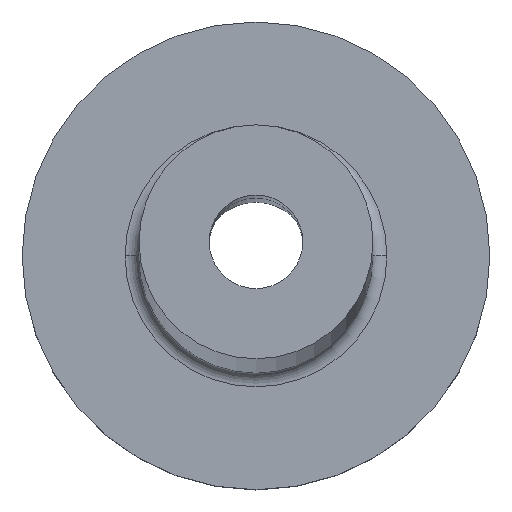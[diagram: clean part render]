
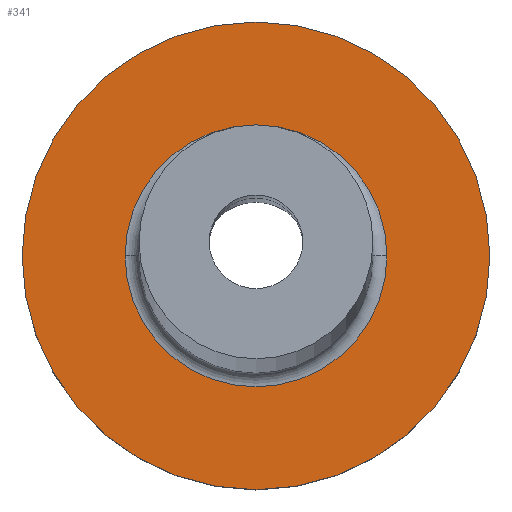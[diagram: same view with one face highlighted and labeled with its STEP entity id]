
A CAD part, top view. The second image highlights one B-rep face of the part: STEP entity #341.
In plain terms, the highlighted planar face has unit normal (0, 0, 1).
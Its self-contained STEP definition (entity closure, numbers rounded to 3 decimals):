
#4 = VERTEX_POINT ( 'NONE', #367 ) ;
#11 = ORIENTED_EDGE ( 'NONE', *, *, #408, .T. ) ;
#14 = CIRCLE ( 'NONE', #415, 2.8 ) ;
#30 = DIRECTION ( 'NONE',  ( 0., 0., 1. ) ) ;
#39 = DIRECTION ( 'NONE',  ( 1., 0., 0. ) ) ;
#43 = CARTESIAN_POINT ( 'NONE',  ( 0., 0., 3. ) ) ;
#52 = EDGE_LOOP ( 'NONE', ( #358, #11 ) ) ;
#53 = CIRCLE ( 'NONE', #310, 5. ) ;
#62 = EDGE_CURVE ( 'NONE', #166, #433, #169, .T. ) ;
#65 = CIRCLE ( 'NONE', #145, 5. ) ;
#84 = EDGE_CURVE ( 'NONE', #203, #4, #53, .T. ) ;
#87 = ORIENTED_EDGE ( 'NONE', *, *, #84, .T. ) ;
#107 = DIRECTION ( 'NONE',  ( 1., 0., 0. ) ) ;
#122 = AXIS2_PLACEMENT_3D ( 'NONE', #202, #30, #107 ) ;
#140 = DIRECTION ( 'NONE',  ( 1., 0., 0. ) ) ;
#144 = FACE_BOUND ( 'NONE', #52, .T. ) ;
#145 = AXIS2_PLACEMENT_3D ( 'NONE', #239, #347, #140 ) ;
#166 = VERTEX_POINT ( 'NONE', #259 ) ;
#168 = ORIENTED_EDGE ( 'NONE', *, *, #324, .T. ) ;
#169 = CIRCLE ( 'NONE', #404, 2.8 ) ;
#172 = CARTESIAN_POINT ( 'NONE',  ( 0., 0., 3. ) ) ;
#176 = DIRECTION ( 'NONE',  ( 1., 0., 0. ) ) ;
#179 = DIRECTION ( 'NONE',  ( 0., 0., 1. ) ) ;
#202 = CARTESIAN_POINT ( 'NONE',  ( 0., 0., 3. ) ) ;
#203 = VERTEX_POINT ( 'NONE', #330 ) ;
#204 = DIRECTION ( 'NONE',  ( 0., 0., -1. ) ) ;
#211 = PLANE ( 'NONE',  #122 ) ;
#239 = CARTESIAN_POINT ( 'NONE',  ( 0., 0., 3. ) ) ;
#254 = CARTESIAN_POINT ( 'NONE',  ( 0., 0., 3. ) ) ;
#259 = CARTESIAN_POINT ( 'NONE',  ( 2.8, 0., 3. ) ) ;
#310 = AXIS2_PLACEMENT_3D ( 'NONE', #43, #179, #39 ) ;
#319 = DIRECTION ( 'NONE',  ( 0., 0., -1. ) ) ;
#324 = EDGE_CURVE ( 'NONE', #4, #203, #65, .T. ) ;
#330 = CARTESIAN_POINT ( 'NONE',  ( 5., 0., 3. ) ) ;
#341 = ADVANCED_FACE ( 'NONE', ( #144, #432 ), #211, .T. ) ;
#347 = DIRECTION ( 'NONE',  ( 0., 0., 1. ) ) ;
#348 = EDGE_LOOP ( 'NONE', ( #168, #87 ) ) ;
#358 = ORIENTED_EDGE ( 'NONE', *, *, #62, .T. ) ;
#359 = CARTESIAN_POINT ( 'NONE',  ( -2.8, 0., 3. ) ) ;
#367 = CARTESIAN_POINT ( 'NONE',  ( -5., 0., 3. ) ) ;
#404 = AXIS2_PLACEMENT_3D ( 'NONE', #254, #319, #176 ) ;
#408 = EDGE_CURVE ( 'NONE', #433, #166, #14, .T. ) ;
#415 = AXIS2_PLACEMENT_3D ( 'NONE', #172, #204, #425 ) ;
#425 = DIRECTION ( 'NONE',  ( 1., 0., 0. ) ) ;
#432 = FACE_OUTER_BOUND ( 'NONE', #348, .T. ) ;
#433 = VERTEX_POINT ( 'NONE', #359 ) ;
